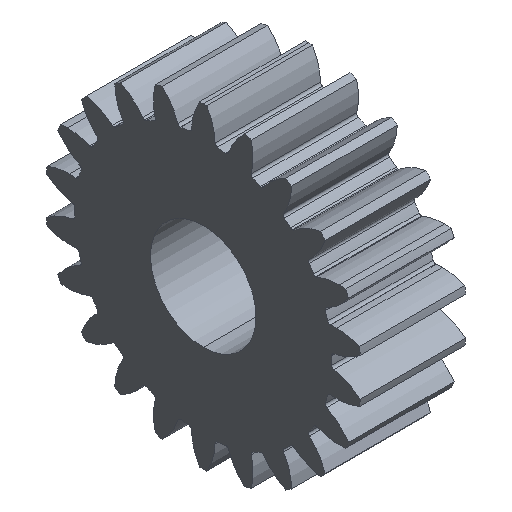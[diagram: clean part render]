
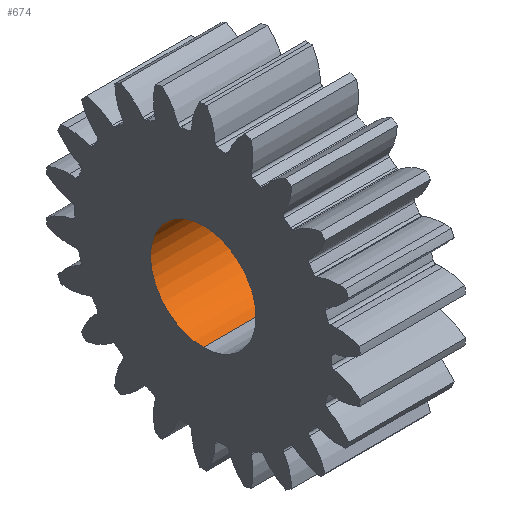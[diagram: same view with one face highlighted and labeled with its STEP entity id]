
A CAD part, isometric view. The second image highlights one B-rep face of the part: STEP entity #674.
In plain terms, the highlighted cylindrical face has radius 2 mm (diameter 4 mm), a partial arc.
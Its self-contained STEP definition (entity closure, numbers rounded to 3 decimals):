
#10 = CARTESIAN_POINT ( 'NONE',  ( 50., 0., -2. ) ) ;
#57 = CARTESIAN_POINT ( 'NONE',  ( 50., 0., 2. ) ) ;
#191 = CARTESIAN_POINT ( 'NONE',  ( 0., 0., -2. ) ) ;
#256 = DIRECTION ( 'NONE',  ( -1., 0., 0. ) ) ;
#307 = ORIENTED_EDGE ( 'NONE', *, *, #3293, .F. ) ;
#332 = DIRECTION ( 'NONE',  ( 0., 0., 1. ) ) ;
#674 = ADVANCED_FACE ( 'NONE', ( #1367 ), #4647, .F. ) ;
#690 = LINE ( 'NONE', #57, #4575 ) ;
#1307 = CIRCLE ( 'NONE', #2538, 2. ) ;
#1367 = FACE_OUTER_BOUND ( 'NONE', #4775, .T. ) ;
#1907 = DIRECTION ( 'NONE',  ( 0., 0., -1. ) ) ;
#1993 = DIRECTION ( 'NONE',  ( 1., 0., 0. ) ) ;
#2095 = ORIENTED_EDGE ( 'NONE', *, *, #4695, .T. ) ;
#2201 = VERTEX_POINT ( 'NONE', #3190 ) ;
#2328 = CARTESIAN_POINT ( 'NONE',  ( 4., 0., -2. ) ) ;
#2345 = DIRECTION ( 'NONE',  ( -1., 0., 0. ) ) ;
#2375 = AXIS2_PLACEMENT_3D ( 'NONE', #4428, #256, #1907 ) ;
#2429 = DIRECTION ( 'NONE',  ( -1., 0., 0. ) ) ;
#2475 = AXIS2_PLACEMENT_3D ( 'NONE', #4813, #2345, #3955 ) ;
#2538 = AXIS2_PLACEMENT_3D ( 'NONE', #3598, #1993, #332 ) ;
#2671 = ORIENTED_EDGE ( 'NONE', *, *, #2765, .T. ) ;
#2765 = EDGE_CURVE ( 'NONE', #2201, #3490, #3848, .T. ) ;
#2820 = VECTOR ( 'NONE', #2429, 1000. ) ;
#2838 = VERTEX_POINT ( 'NONE', #2328 ) ;
#3190 = CARTESIAN_POINT ( 'NONE',  ( 0., 0., 2. ) ) ;
#3293 = EDGE_CURVE ( 'NONE', #2838, #3490, #4982, .T. ) ;
#3490 = VERTEX_POINT ( 'NONE', #191 ) ;
#3598 = CARTESIAN_POINT ( 'NONE',  ( 4., 0., 0. ) ) ;
#3687 = ORIENTED_EDGE ( 'NONE', *, *, #4186, .T. ) ;
#3848 = CIRCLE ( 'NONE', #2375, 2. ) ;
#3928 = CARTESIAN_POINT ( 'NONE',  ( 4., 0., 2. ) ) ;
#3955 = DIRECTION ( 'NONE',  ( 0., 0., 1. ) ) ;
#4186 = EDGE_CURVE ( 'NONE', #4328, #2201, #690, .T. ) ;
#4328 = VERTEX_POINT ( 'NONE', #3928 ) ;
#4428 = CARTESIAN_POINT ( 'NONE',  ( 0., 0., 0. ) ) ;
#4523 = DIRECTION ( 'NONE',  ( -1., 0., 0. ) ) ;
#4575 = VECTOR ( 'NONE', #4523, 1000. ) ;
#4647 = CYLINDRICAL_SURFACE ( 'NONE', #2475, 2. ) ;
#4695 = EDGE_CURVE ( 'NONE', #2838, #4328, #1307, .T. ) ;
#4775 = EDGE_LOOP ( 'NONE', ( #307, #2095, #3687, #2671 ) ) ;
#4813 = CARTESIAN_POINT ( 'NONE',  ( 50., 0., 0. ) ) ;
#4982 = LINE ( 'NONE', #10, #2820 ) ;
